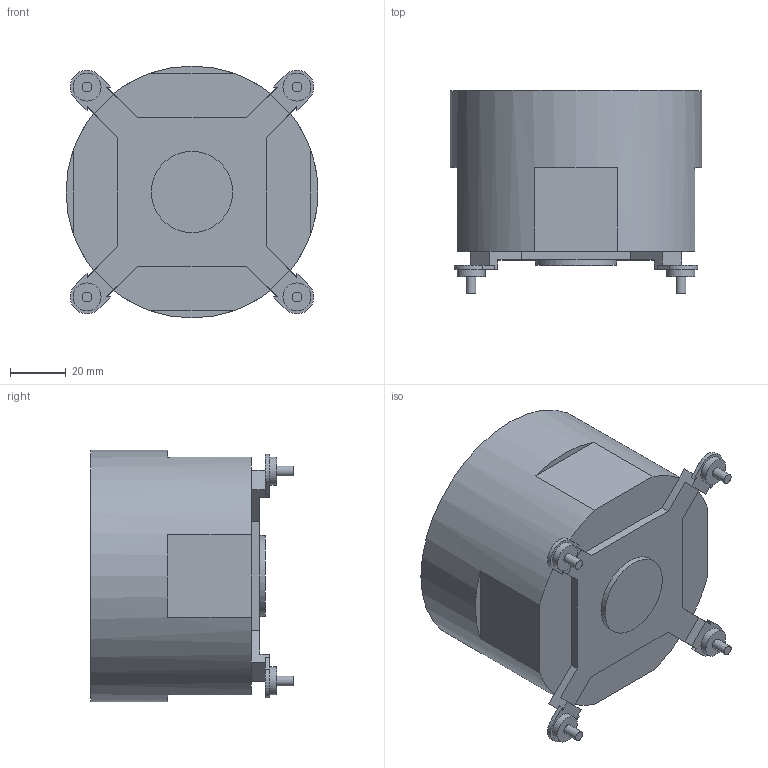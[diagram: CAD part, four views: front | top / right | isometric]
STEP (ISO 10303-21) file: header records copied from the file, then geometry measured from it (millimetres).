
FILE_DESCRIPTION(/* description */ (''),/* implementation_level */ '2;1');
FILE_NAME(/* name */ 'Intel D95263-001 v1.step',/* time_stamp */ '2018-05-27T20:21:44+03:00',/* author */ ('valters.melnalksnis'),/* organization */ (''),/* preprocessor_version */ 'ST-DEVELOPER v17',/* originating_system */ 'Autodesk Translation Framework v7.1.0.215',/* authorisation */ '');
FILE_SCHEMA (('AUTOMOTIVE_DESIGN { 1 0 10303 214 3 1 1 }'));
Length unit declared in the file: millimetre
Products named in the file (1): Intel D95263-001
Bounding box: 90 x 72.5 x 90 mm (x, y, z)
Volume: 373472.5 mm3; surface area: 32992 mm2
Topology: 5 solids, 5 shells, 89 faces, 214 edges, 140 vertices
Faces by surface type: plane 75, cylinder 14
Full cylindrical faces by diameter (mm): 3.5 x4, 10 x4, 29 x1, 90 x1
Entity records: 2596 total; most frequent: CARTESIAN_POINT 444, DIRECTION 438, ORIENTED_EDGE 428, EDGE_CURVE 214, LINE 170, VECTOR 170, VERTEX_POINT 140, AXIS2_PLACEMENT_3D 134
